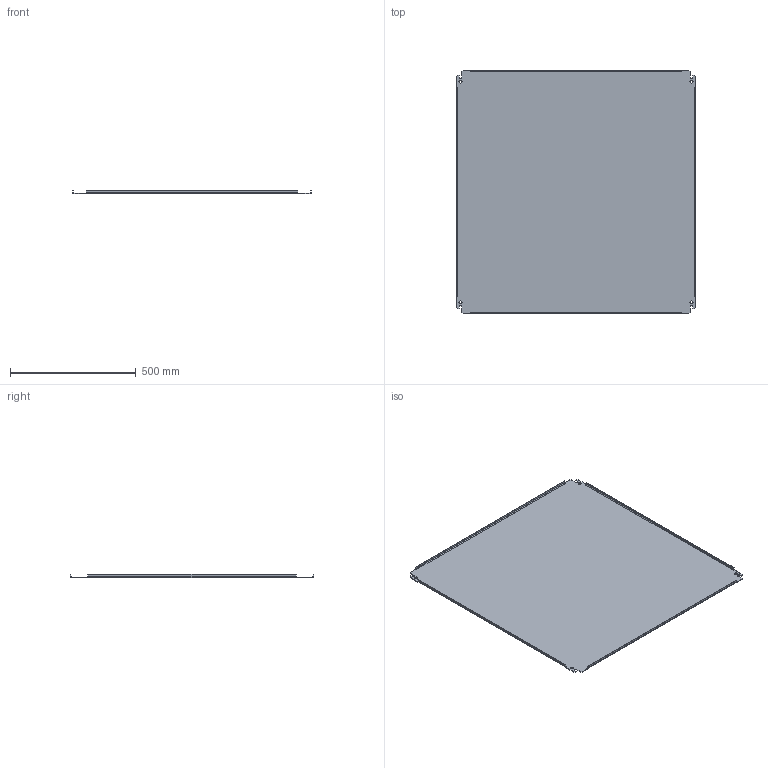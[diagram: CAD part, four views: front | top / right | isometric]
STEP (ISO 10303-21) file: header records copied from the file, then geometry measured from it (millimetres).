
FILE_DESCRIPTION(/* description */ (''),/* implementation_level */ '2;1');
FILE_NAME(/* name */ 'PL100100.stp',/* time_stamp */ '2017-06-28T08:58:04+02:00',/* author */ (''),/* organization */ (''),/* preprocessor_version */ 'ST-DEVELOPER v15',/* originating_system */ 'SIEMENS PLM Software NX 9.0',/* authorisation */ '');
FILE_SCHEMA (('CONFIG_CONTROL_DESIGN'));
Length unit declared in the file: millimetre
Products named in the file (1): 50050005_PLACA_CIEGA_PLIEGUES_stp
Bounding box: 950 x 970 x 12 mm (x, y, z)
Volume: 1894367.5 mm3; surface area: 1902657.6 mm2
Topology: 1 solids, 1 shells, 74 faces, 208 edges, 136 vertices
Faces by surface type: plane 58, cylinder 16
Full cylindrical faces by diameter (mm): 12 x4
Entity records: 2466 total; most frequent: CARTESIAN_POINT 457, ORIENTED_EDGE 416, DIRECTION 378, EDGE_CURVE 208, LINE 156, VECTOR 156, VERTEX_POINT 136, AXIS2_PLACEMENT_3D 111
